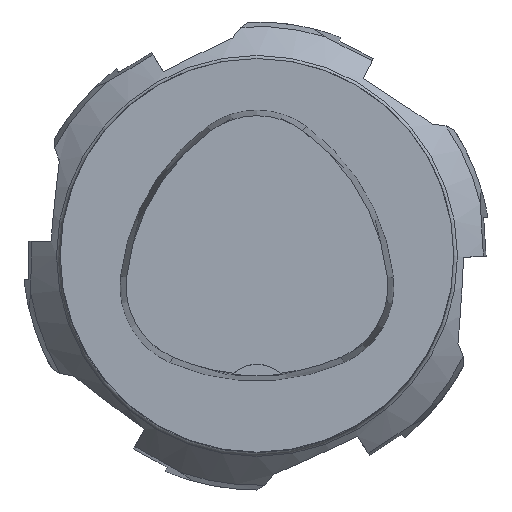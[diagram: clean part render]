
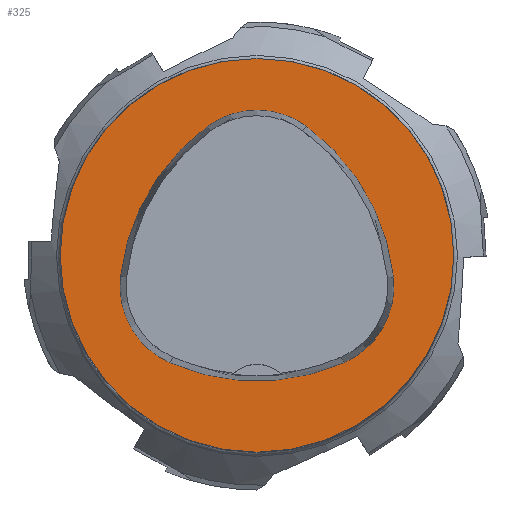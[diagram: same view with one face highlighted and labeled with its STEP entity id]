
A CAD part, top view. The second image highlights one B-rep face of the part: STEP entity #325.
In plain terms, the highlighted planar face has unit normal (0, 0, 1).
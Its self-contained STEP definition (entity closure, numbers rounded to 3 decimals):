
#92=PLANE('',#2001);
#325=ADVANCED_FACE('',(#683,#684),#92,.T.);
#683=FACE_BOUND('',#776,.T.);
#684=FACE_BOUND('',#777,.T.);
#776=EDGE_LOOP('',(#1253,#1254,#1255,#1256,#1257,#1258));
#777=EDGE_LOOP('',(#1259));
#1253=ORIENTED_EDGE('',*,*,#1713,.T.);
#1254=ORIENTED_EDGE('',*,*,#1693,.T.);
#1255=ORIENTED_EDGE('',*,*,#1697,.T.);
#1256=ORIENTED_EDGE('',*,*,#1700,.T.);
#1257=ORIENTED_EDGE('',*,*,#1703,.T.);
#1258=ORIENTED_EDGE('',*,*,#1711,.T.);
#1259=ORIENTED_EDGE('',*,*,#1483,.F.);
#1312=VERTEX_POINT('',#2559);
#1456=VERTEX_POINT('',#3096);
#1457=VERTEX_POINT('',#3097);
#1460=VERTEX_POINT('',#3105);
#1462=VERTEX_POINT('',#3111);
#1464=VERTEX_POINT('',#3117);
#1471=VERTEX_POINT('',#3138);
#1483=EDGE_CURVE('',#1312,#1312,#1728,.T.);
#1693=EDGE_CURVE('',#1456,#1457,#1750,.T.);
#1697=EDGE_CURVE('',#1457,#1460,#1752,.T.);
#1700=EDGE_CURVE('',#1460,#1462,#1754,.T.);
#1703=EDGE_CURVE('',#1462,#1464,#1756,.T.);
#1711=EDGE_CURVE('',#1464,#1471,#1760,.T.);
#1713=EDGE_CURVE('',#1471,#1456,#1762,.T.);
#1728=CIRCLE('',#1858,40.);
#1750=CIRCLE('',#1979,44.);
#1752=CIRCLE('',#1982,17.);
#1754=CIRCLE('',#1985,44.);
#1756=CIRCLE('',#1988,17.);
#1760=CIRCLE('',#1993,44.);
#1762=CIRCLE('',#1996,17.);
#1858=AXIS2_PLACEMENT_3D('',#2558,#2056,#2057);
#1979=AXIS2_PLACEMENT_3D('',#3095,#2422,#2423);
#1982=AXIS2_PLACEMENT_3D('',#3104,#2430,#2431);
#1985=AXIS2_PLACEMENT_3D('',#3110,#2437,#2438);
#1988=AXIS2_PLACEMENT_3D('',#3116,#2444,#2445);
#1993=AXIS2_PLACEMENT_3D('',#3139,#2456,#2457);
#1996=AXIS2_PLACEMENT_3D('',#3142,#2462,#2463);
#2001=AXIS2_PLACEMENT_3D('',#3147,#2472,#2473);
#2056=DIRECTION('',(0.,0.,-1.));
#2057=DIRECTION('',(-1.,0.,0.));
#2422=DIRECTION('',(0.,0.,-1.));
#2423=DIRECTION('',(-1.,0.,0.));
#2430=DIRECTION('',(0.,0.,-1.));
#2431=DIRECTION('',(-1.,0.,0.));
#2437=DIRECTION('',(0.,0.,-1.));
#2438=DIRECTION('',(-1.,0.,0.));
#2444=DIRECTION('',(0.,0.,-1.));
#2445=DIRECTION('',(-1.,0.,0.));
#2456=DIRECTION('',(0.,0.,-1.));
#2457=DIRECTION('',(-1.,0.,0.));
#2462=DIRECTION('',(0.,0.,-1.));
#2463=DIRECTION('',(-1.,0.,0.));
#2472=DIRECTION('',(0.,0.,1.));
#2473=DIRECTION('',(1.,0.,0.));
#2558=CARTESIAN_POINT('',(0.,0.,0.));
#2559=CARTESIAN_POINT('',(-40.,0.,0.));
#3095=CARTESIAN_POINT('',(16.01,-9.224,0.));
#3096=CARTESIAN_POINT('',(-27.722,-4.378,0.));
#3097=CARTESIAN_POINT('',(-10.119,26.178,0.));
#3104=CARTESIAN_POINT('',(-0.023,12.5,0.));
#3105=CARTESIAN_POINT('',(10.049,26.194,0.));
#3110=CARTESIAN_POINT('',(-16.021,-9.25,0.));
#3111=CARTESIAN_POINT('',(27.71,-4.394,0.));
#3116=CARTESIAN_POINT('',(10.814,-6.27,0.));
#3117=CARTESIAN_POINT('',(17.611,-21.852,0.));
#3138=CARTESIAN_POINT('',(-17.652,-21.819,0.));
#3139=CARTESIAN_POINT('',(0.017,18.477,0.));
#3142=CARTESIAN_POINT('',(-10.825,-6.25,0.));
#3147=CARTESIAN_POINT('',(0.,0.,0.));
